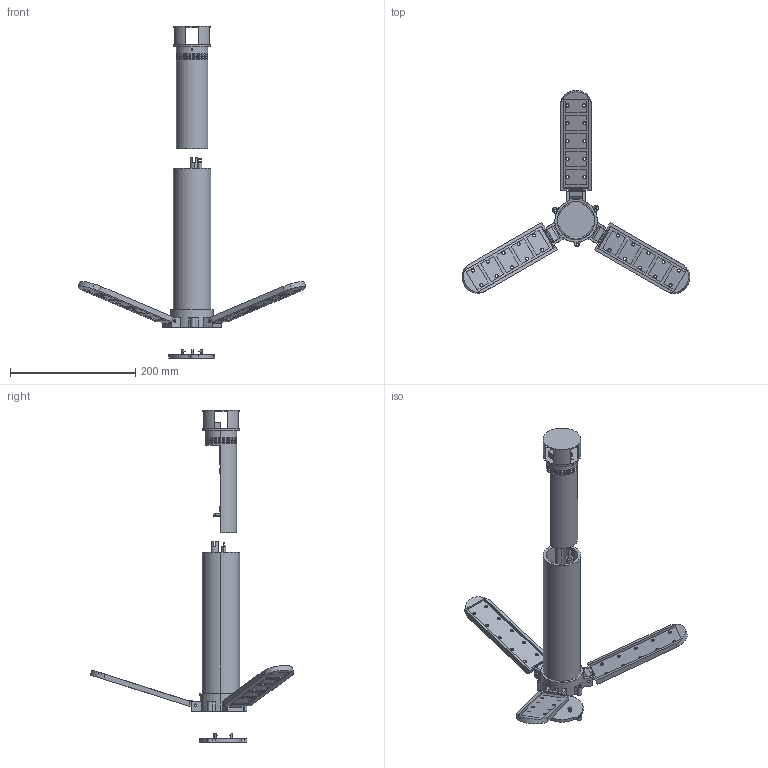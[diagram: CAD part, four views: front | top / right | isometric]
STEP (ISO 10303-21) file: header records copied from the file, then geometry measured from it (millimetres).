
FILE_DESCRIPTION(('CATIA V5 STEP Exchange'),'2;1');
FILE_NAME('Water_Sensor_Package.stp','2022-05-03T19:05:25+00:00',('none'),('none'),'CATIA Version 5-6 Release 2017','CATIA V5 STEP AP203','none');
FILE_SCHEMA(('CONFIG_CONTROL_DESIGN'));
Length unit declared in the file: millimetre
Products named in the file (1): Product1
Assembly tree (13 placements, depth 2):
  Product1
    #57
    #808
    #1821
    #2850
    #3019
    #3756
    #6549  x3
    #8511
    #9757
    #12774
    #14233
Bounding box: 364.63 x 325.06 x 531.03 mm (x, y, z)
Volume: 432776.2 mm3; surface area: 255396.8 mm2
Topology: 14 solids, 14 shells, 621 faces, 1674 edges, 1113 vertices
Faces by surface type: plane 371, cylinder 230, torus 14, cone 4, sphere 2
Entity records: 14780 total; most frequent: CARTESIAN_POINT 2787, ORIENTED_EDGE 2648, DIRECTION 1956, EDGE_CURVE 1324, VERTEX_POINT 881, VECTOR 814, LINE 814, AXIS2_PLACEMENT_3D 810
